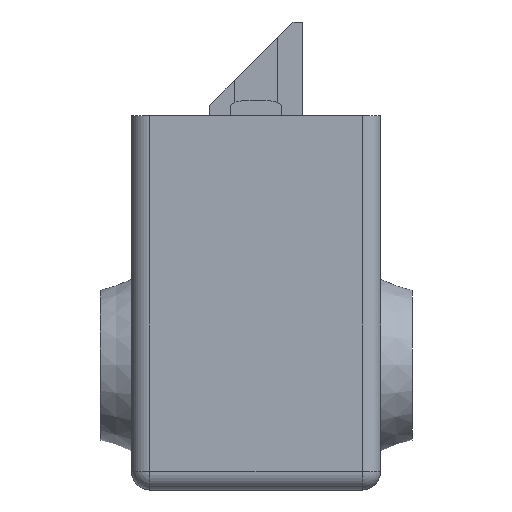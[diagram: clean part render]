
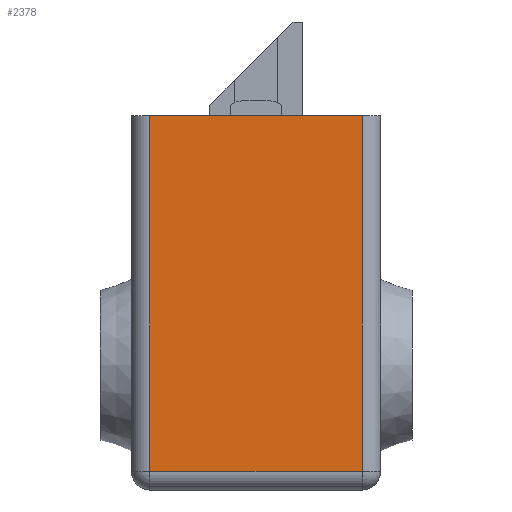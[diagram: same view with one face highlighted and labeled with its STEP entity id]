
A CAD part, front view. The second image highlights one B-rep face of the part: STEP entity #2378.
In plain terms, the highlighted planar face has unit normal (0, -1, 0).
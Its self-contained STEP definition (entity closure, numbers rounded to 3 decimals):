
#1345 = CARTESIAN_POINT ( 'NONE',  ( 17., -86.5, 30. ) ) ;
#1529 = LINE ( 'NONE', #11974, #10770 ) ;
#2378 = ADVANCED_FACE ( 'NONE', ( #5098 ), #11904, .F. ) ;
#2808 = DIRECTION ( 'NONE',  ( 0., 0., -1. ) ) ;
#5098 = FACE_OUTER_BOUND ( 'NONE', #13035, .T. ) ;
#6795 = ORIENTED_EDGE ( 'NONE', *, *, #16207, .T. ) ;
#7348 = DIRECTION ( 'NONE',  ( 1., 0., 0. ) ) ;
#7387 = VECTOR ( 'NONE', #2808, 1000. ) ;
#7507 = DIRECTION ( 'NONE',  ( 0., 0., 1. ) ) ;
#7623 = ORIENTED_EDGE ( 'NONE', *, *, #14109, .T. ) ;
#8839 = CARTESIAN_POINT ( 'NONE',  ( 17., -86.5, -27. ) ) ;
#8881 = ORIENTED_EDGE ( 'NONE', *, *, #10342, .F. ) ;
#9294 = CARTESIAN_POINT ( 'NONE',  ( -17., -86.5, -27. ) ) ;
#9748 = VECTOR ( 'NONE', #7507, 1000. ) ;
#10216 = CARTESIAN_POINT ( 'NONE',  ( -17., -86.5, 30. ) ) ;
#10342 = EDGE_CURVE ( 'NONE', #18044, #18186, #15198, .T. ) ;
#10357 = CARTESIAN_POINT ( 'NONE',  ( -20., -86.5, 30. ) ) ;
#10770 = VECTOR ( 'NONE', #7348, 1000. ) ;
#11388 = VERTEX_POINT ( 'NONE', #8839 ) ;
#11904 = PLANE ( 'NONE',  #13590 ) ;
#11974 = CARTESIAN_POINT ( 'NONE',  ( -20., -86.5, -27. ) ) ;
#12064 = CARTESIAN_POINT ( 'NONE',  ( -17., -86.5, 30. ) ) ;
#12141 = LINE ( 'NONE', #10216, #7387 ) ;
#13035 = EDGE_LOOP ( 'NONE', ( #7623, #14099, #8881, #6795 ) ) ;
#13428 = DIRECTION ( 'NONE',  ( 0., 1., 0. ) ) ;
#13590 = AXIS2_PLACEMENT_3D ( 'NONE', #10357, #13428, #15050 ) ;
#14099 = ORIENTED_EDGE ( 'NONE', *, *, #16232, .T. ) ;
#14109 = EDGE_CURVE ( 'NONE', #15975, #11388, #1529, .T. ) ;
#15009 = CARTESIAN_POINT ( 'NONE',  ( -20., -86.5, 30. ) ) ;
#15050 = DIRECTION ( 'NONE',  ( 0., 0., 1. ) ) ;
#15198 = LINE ( 'NONE', #15009, #19680 ) ;
#15489 = CARTESIAN_POINT ( 'NONE',  ( 17., -86.5, 30. ) ) ;
#15975 = VERTEX_POINT ( 'NONE', #9294 ) ;
#16207 = EDGE_CURVE ( 'NONE', #18044, #15975, #12141, .T. ) ;
#16232 = EDGE_CURVE ( 'NONE', #11388, #18186, #18806, .T. ) ;
#18044 = VERTEX_POINT ( 'NONE', #12064 ) ;
#18186 = VERTEX_POINT ( 'NONE', #15489 ) ;
#18806 = LINE ( 'NONE', #1345, #9748 ) ;
#19561 = DIRECTION ( 'NONE',  ( 1., 0., 0. ) ) ;
#19680 = VECTOR ( 'NONE', #19561, 1000. ) ;
